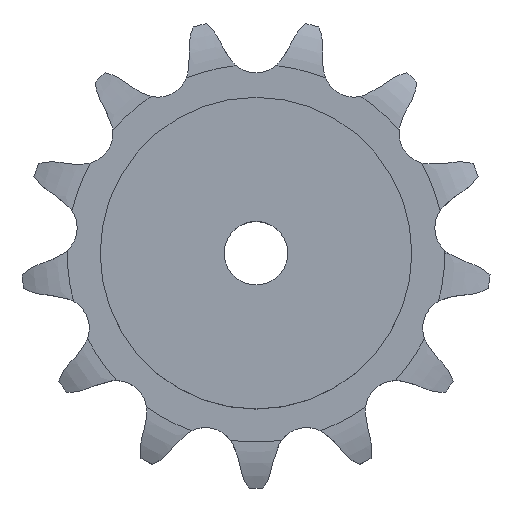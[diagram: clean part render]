
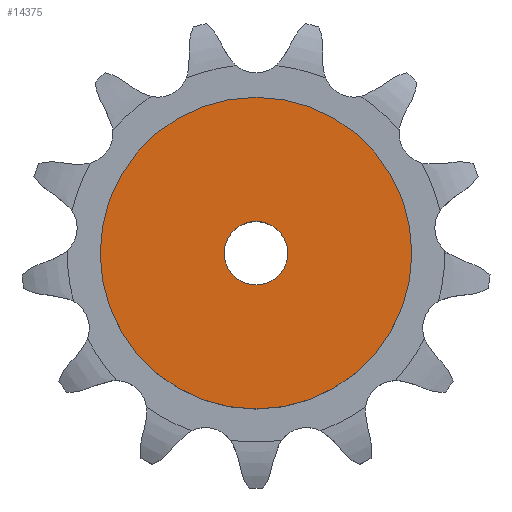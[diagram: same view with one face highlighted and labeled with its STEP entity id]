
A CAD part, top view. The second image highlights one B-rep face of the part: STEP entity #14375.
In plain terms, the highlighted planar face has unit normal (0, 0, 1).
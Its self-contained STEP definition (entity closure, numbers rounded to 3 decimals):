
#2229 = CYLINDRICAL_SURFACE('',#2230,49.);
#2230 = AXIS2_PLACEMENT_3D('',#2231,#2232,#2233);
#2231 = CARTESIAN_POINT('',(0.,0.,0.));
#2232 = DIRECTION('',(-0.,-0.,-1.));
#2233 = DIRECTION('',(1.,0.,0.));
#9334 = VERTEX_POINT('',#9335);
#9335 = CARTESIAN_POINT('',(49.,0.,45.));
#9356 = EDGE_CURVE('',#9334,#9334,#9357,.T.);
#9357 = SURFACE_CURVE('',#9358,(#9363,#9370),.PCURVE_S1.);
#9358 = CIRCLE('',#9359,49.);
#9359 = AXIS2_PLACEMENT_3D('',#9360,#9361,#9362);
#9360 = CARTESIAN_POINT('',(0.,0.,45.));
#9361 = DIRECTION('',(0.,0.,1.));
#9362 = DIRECTION('',(1.,0.,0.));
#9363 = PCURVE('',#2229,#9364);
#9364 = DEFINITIONAL_REPRESENTATION('',(#9365),#9369);
#9365 = LINE('',#9366,#9367);
#9366 = CARTESIAN_POINT('',(-0.,-45.));
#9367 = VECTOR('',#9368,1.);
#9368 = DIRECTION('',(-1.,0.));
#9369 = ( GEOMETRIC_REPRESENTATION_CONTEXT(2) 
PARAMETRIC_REPRESENTATION_CONTEXT() REPRESENTATION_CONTEXT('2D SPACE',''
  ) );
#9370 = PCURVE('',#9371,#9376);
#9371 = PLANE('',#9372);
#9372 = AXIS2_PLACEMENT_3D('',#9373,#9374,#9375);
#9373 = CARTESIAN_POINT('',(0.,0.,45.)
  );
#9374 = DIRECTION('',(0.,0.,1.));
#9375 = DIRECTION('',(1.,0.,0.));
#9376 = DEFINITIONAL_REPRESENTATION('',(#9377),#9381);
#9377 = CIRCLE('',#9378,49.);
#9378 = AXIS2_PLACEMENT_2D('',#9379,#9380);
#9379 = CARTESIAN_POINT('',(0.,0.));
#9380 = DIRECTION('',(1.,0.));
#9381 = ( GEOMETRIC_REPRESENTATION_CONTEXT(2) 
PARAMETRIC_REPRESENTATION_CONTEXT() REPRESENTATION_CONTEXT('2D SPACE',''
  ) );
#12336 = CYLINDRICAL_SURFACE('',#12337,10.);
#12337 = AXIS2_PLACEMENT_3D('',#12338,#12339,#12340);
#12338 = CARTESIAN_POINT('',(0.,0.,240.588));
#12339 = DIRECTION('',(0.,0.,1.));
#12340 = DIRECTION('',(1.,0.,0.));
#14375 = ADVANCED_FACE('',(#14376,#14379),#9371,.T.);
#14376 = FACE_BOUND('',#14377,.T.);
#14377 = EDGE_LOOP('',(#14378));
#14378 = ORIENTED_EDGE('',*,*,#9356,.T.);
#14379 = FACE_BOUND('',#14380,.T.);
#14380 = EDGE_LOOP('',(#14381));
#14381 = ORIENTED_EDGE('',*,*,#14382,.F.);
#14382 = EDGE_CURVE('',#14383,#14383,#14385,.T.);
#14383 = VERTEX_POINT('',#14384);
#14384 = CARTESIAN_POINT('',(10.,0.,45.));
#14385 = SURFACE_CURVE('',#14386,(#14391,#14398),.PCURVE_S1.);
#14386 = CIRCLE('',#14387,10.);
#14387 = AXIS2_PLACEMENT_3D('',#14388,#14389,#14390);
#14388 = CARTESIAN_POINT('',(0.,0.,45.));
#14389 = DIRECTION('',(0.,0.,1.));
#14390 = DIRECTION('',(1.,0.,0.));
#14391 = PCURVE('',#9371,#14392);
#14392 = DEFINITIONAL_REPRESENTATION('',(#14393),#14397);
#14393 = CIRCLE('',#14394,10.);
#14394 = AXIS2_PLACEMENT_2D('',#14395,#14396);
#14395 = CARTESIAN_POINT('',(0.,0.));
#14396 = DIRECTION('',(1.,0.));
#14397 = ( GEOMETRIC_REPRESENTATION_CONTEXT(2) 
PARAMETRIC_REPRESENTATION_CONTEXT() REPRESENTATION_CONTEXT('2D SPACE',''
  ) );
#14398 = PCURVE('',#12336,#14399);
#14399 = DEFINITIONAL_REPRESENTATION('',(#14400),#14404);
#14400 = LINE('',#14401,#14402);
#14401 = CARTESIAN_POINT('',(0.,-195.588));
#14402 = VECTOR('',#14403,1.);
#14403 = DIRECTION('',(1.,0.));
#14404 = ( GEOMETRIC_REPRESENTATION_CONTEXT(2) 
PARAMETRIC_REPRESENTATION_CONTEXT() REPRESENTATION_CONTEXT('2D SPACE',''
  ) );
